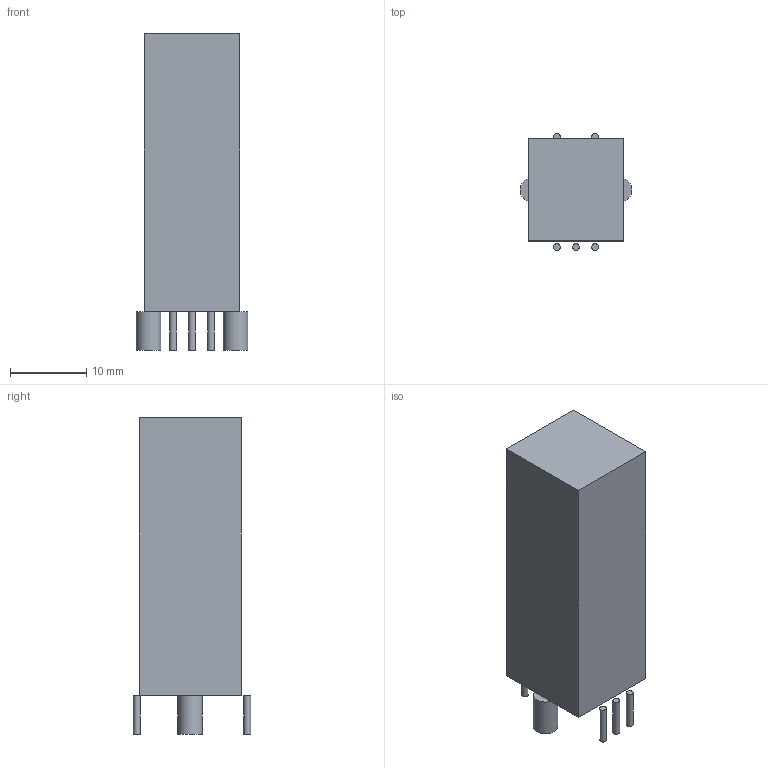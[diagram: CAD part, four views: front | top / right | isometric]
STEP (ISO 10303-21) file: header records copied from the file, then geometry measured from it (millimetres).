
FILE_DESCRIPTION(('FreeCAD Model'),'2;1');
FILE_NAME('1719097.1.8.stp','2020-04-10T15:46:19',( 'Author'),(''),'Open CASCADE STEP processor 6.9','FreeCAD','Unknown' );
FILE_SCHEMA(('AUTOMOTIVE_DESIGN { 1 0 10303 214 1 1 1 1 }'));
Length unit declared in the file: millimetre
Products named in the file (3): ASSEMBLY; Body; Leads
Assembly tree (8 placements, depth 2):
  ASSEMBLY
    Body
    Leads  x7
Bounding box: 14.64 x 15.4 x 41.6 mm (x, y, z)
Volume: 6816.3 mm3; surface area: 3732.9 mm2
Topology: 50 solids, 50 shells, 153 faces, 159 edges, 106 vertices
Faces by surface type: plane 104, cylinder 49
Full cylindrical faces by diameter (mm): 0.9 x35, 3.241 x14
Entity records: 1126 total; most frequent: DIRECTION 185, CARTESIAN_POINT 157, LINE 71, VECTOR 71, ORIENTED_EDGE 66, PCURVE 66, DEFINITIONAL_REPRESENTATION 66, AXIS2_PLACEMENT_3D 50
